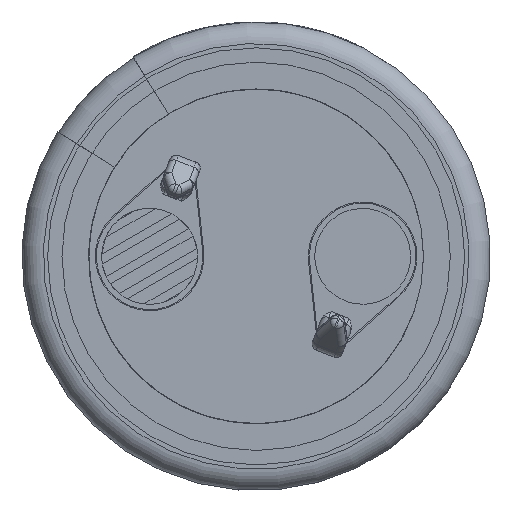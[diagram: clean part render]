
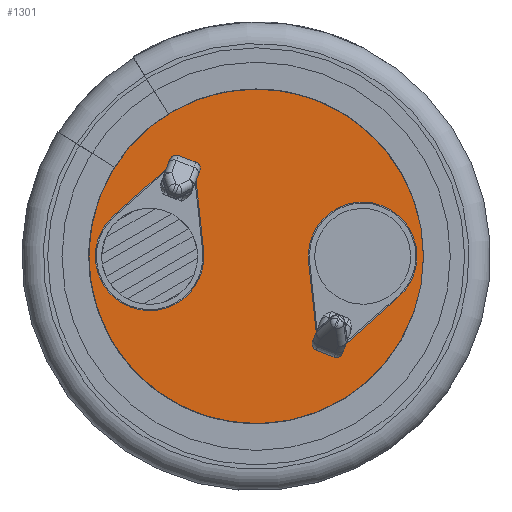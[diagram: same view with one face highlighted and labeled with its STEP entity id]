
A CAD part, front view. The second image highlights one B-rep face of the part: STEP entity #1301.
In plain terms, the highlighted planar face has unit normal (0, -1, 0).
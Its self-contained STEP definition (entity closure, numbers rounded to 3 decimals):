
#1301 = ADVANCED_FACE( '', ( #2893, #2894, #2895 ), #2896, .T. );
#2893 = FACE_OUTER_BOUND( '', #5822, .T. );
#2894 = FACE_BOUND( '', #5823, .T. );
#2895 = FACE_BOUND( '', #5824, .T. );
#2896 = PLANE( '', #5825 );
#5822 = EDGE_LOOP( '', ( #10458 ) );
#5823 = EDGE_LOOP( '', ( #10459, #10460, #10461, #10462 ) );
#5824 = EDGE_LOOP( '', ( #10463, #10464, #10465, #10466 ) );
#5825 = AXIS2_PLACEMENT_3D( '', #10467, #10468, #10469 );
#10458 = ORIENTED_EDGE( '', *, *, #14208, .T. );
#10459 = ORIENTED_EDGE( '', *, *, #14209, .F. );
#10460 = ORIENTED_EDGE( '', *, *, #14210, .F. );
#10461 = ORIENTED_EDGE( '', *, *, #13521, .F. );
#10462 = ORIENTED_EDGE( '', *, *, #14149, .F. );
#10463 = ORIENTED_EDGE( '', *, *, #14085, .T. );
#10464 = ORIENTED_EDGE( '', *, *, #14161, .T. );
#10465 = ORIENTED_EDGE( '', *, *, #14211, .T. );
#10466 = ORIENTED_EDGE( '', *, *, #13135, .T. );
#10467 = CARTESIAN_POINT( '', ( 0., 0., 0. ) );
#10468 = DIRECTION( '', ( 0., -1., 0. ) );
#10469 = DIRECTION( '', ( 0., 0., -1. ) );
#13135 = EDGE_CURVE( '', #15479, #15480, #15481, .T. );
#13521 = EDGE_CURVE( '', #16110, #16111, #16112, .T. );
#14085 = EDGE_CURVE( '', #15480, #16940, #16941, .T. );
#14149 = EDGE_CURVE( '', #17037, #16110, #17038, .T. );
#14161 = EDGE_CURVE( '', #16940, #17052, #17053, .T. );
#14208 = EDGE_CURVE( '', #17119, #17119, #17120, .T. );
#14209 = EDGE_CURVE( '', #17121, #17037, #17122, .T. );
#14210 = EDGE_CURVE( '', #16111, #17121, #17123, .T. );
#14211 = EDGE_CURVE( '', #17052, #15479, #17124, .T. );
#15479 = VERTEX_POINT( '', #19111 );
#15480 = VERTEX_POINT( '', #19112 );
#15481 = CIRCLE( '', #19113, 2.55 );
#16110 = VERTEX_POINT( '', #20595 );
#16111 = VERTEX_POINT( '', #20596 );
#16112 = LINE( '', #20597, #20598 );
#16940 = VERTEX_POINT( '', #22416 );
#16941 = LINE( '', #22417, #22418 );
#17037 = VERTEX_POINT( '', #22602 );
#17038 = CIRCLE( '', #22603, 2.55 );
#17052 = VERTEX_POINT( '', #22630 );
#17053 = LINE( '', #22631, #22632 );
#17119 = VERTEX_POINT( '', #22826 );
#17120 = CIRCLE( '', #22827, 9.114 );
#17121 = VERTEX_POINT( '', #22828 );
#17122 = LINE( '', #22829, #22830 );
#17123 = LINE( '', #22831, #22832 );
#17124 = LINE( '', #22833, #22834 );
#19111 = CARTESIAN_POINT( '', ( 2.465, 0., -0.274 ) );
#19112 = CARTESIAN_POINT( '', ( 6.694, 0., -1.906 ) );
#19113 = AXIS2_PLACEMENT_3D( '', #24794, #24795, #24796 );
#20595 = CARTESIAN_POINT( '', ( -2.465, 0., 0.274 ) );
#20596 = CARTESIAN_POINT( '', ( -2.814, 0., 3.497 ) );
#20597 = CARTESIAN_POINT( '', ( -2.465, 0., 0.274 ) );
#20598 = VECTOR( '', #24935, 1000. );
#22416 = CARTESIAN_POINT( '', ( 4.27, 0., -4.059 ) );
#22417 = CARTESIAN_POINT( '', ( 6.694, 0., -1.906 ) );
#22418 = VECTOR( '', #25198, 1000. );
#22602 = CARTESIAN_POINT( '', ( -6.694, 0., 1.906 ) );
#22603 = AXIS2_PLACEMENT_3D( '', #25214, #25215, #25216 );
#22630 = CARTESIAN_POINT( '', ( 2.814, 0., -3.497 ) );
#22631 = CARTESIAN_POINT( '', ( 4.27, 0., -4.059 ) );
#22632 = VECTOR( '', #25218, 1000. );
#22826 = CARTESIAN_POINT( '', ( 0., 0., -9.114 ) );
#22827 = AXIS2_PLACEMENT_3D( '', #25237, #25238, #25239 );
#22828 = CARTESIAN_POINT( '', ( -4.27, 0., 4.059 ) );
#22829 = CARTESIAN_POINT( '', ( -4.27, 0., 4.059 ) );
#22830 = VECTOR( '', #25240, 1000. );
#22831 = CARTESIAN_POINT( '', ( -2.814, 0., 3.497 ) );
#22832 = VECTOR( '', #25241, 1000. );
#22833 = CARTESIAN_POINT( '', ( 2.814, 0., -3.497 ) );
#22834 = VECTOR( '', #25242, 1000. );
#24794 = CARTESIAN_POINT( '', ( 5., 0., 0. ) );
#24795 = DIRECTION( '', ( 0., 1., 0. ) );
#24796 = DIRECTION( '', ( 0., 0., -1. ) );
#24935 = DIRECTION( '', ( -0.108, 0., 0.994 ) );
#25198 = DIRECTION( '', ( -0.748, 0., -0.664 ) );
#25214 = CARTESIAN_POINT( '', ( -5., 0., 0. ) );
#25215 = DIRECTION( '', ( 0., -1., 0. ) );
#25216 = DIRECTION( '', ( 0., 0., 1. ) );
#25218 = DIRECTION( '', ( -0.933, 0., 0.36 ) );
#25237 = CARTESIAN_POINT( '', ( 0., 0., 0. ) );
#25238 = DIRECTION( '', ( 0., -1., 0. ) );
#25239 = DIRECTION( '', ( 0., 0., -1. ) );
#25240 = DIRECTION( '', ( -0.748, 0., -0.664 ) );
#25241 = DIRECTION( '', ( -0.933, 0., 0.36 ) );
#25242 = DIRECTION( '', ( -0.108, 0., 0.994 ) );
